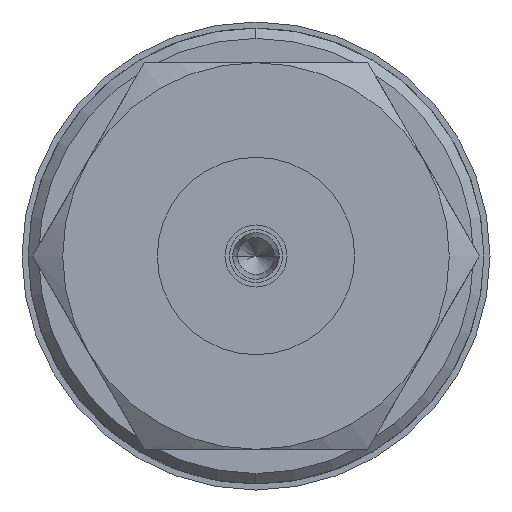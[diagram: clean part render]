
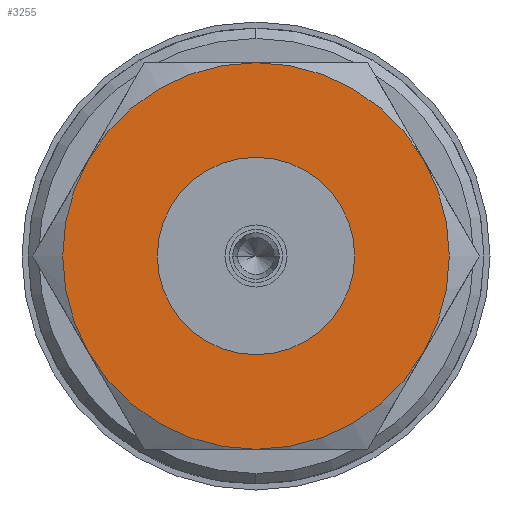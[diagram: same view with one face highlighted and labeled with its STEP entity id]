
A CAD part, left-side view. The second image highlights one B-rep face of the part: STEP entity #3255.
In plain terms, the highlighted planar face has unit normal (-1, 0, 0).
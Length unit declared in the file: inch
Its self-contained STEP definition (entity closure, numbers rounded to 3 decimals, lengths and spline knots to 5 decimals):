
#1 = EDGE_CURVE ( 'NONE', #1496, #4944, #1833, .T. ) ;
#54 = CIRCLE ( 'NONE', #3596, 0.09547 ) ;
#316 = DIRECTION ( 'NONE',  ( 0., 0., -1. ) ) ;
#410 = DIRECTION ( 'NONE',  ( 1., 0., 0. ) ) ;
#546 = DIRECTION ( 'NONE',  ( 0., 0., -1. ) ) ;
#632 = FACE_OUTER_BOUND ( 'NONE', #5298, .T. ) ;
#680 = CARTESIAN_POINT ( 'NONE',  ( 0., 0., 0. ) ) ;
#682 = EDGE_CURVE ( 'NONE', #1864, #4434, #5523, .T. ) ;
#709 = CARTESIAN_POINT ( 'NONE',  ( 0., 0., 0. ) ) ;
#814 = DIRECTION ( 'NONE',  ( 0., 0., -1. ) ) ;
#1096 = CARTESIAN_POINT ( 'NONE',  ( 0., 0.16195, -0.0935 ) ) ;
#1097 = CARTESIAN_POINT ( 'NONE',  ( 0., 0., 0. ) ) ;
#1101 = AXIS2_PLACEMENT_3D ( 'NONE', #709, #2842, #7757 ) ;
#1212 = CARTESIAN_POINT ( 'NONE',  ( 0., 0., 0. ) ) ;
#1301 = AXIS2_PLACEMENT_3D ( 'NONE', #3638, #6367, #814 ) ;
#1484 = ORIENTED_EDGE ( 'NONE', *, *, #9083, .F. ) ;
#1496 = VERTEX_POINT ( 'NONE', #6573 ) ;
#1596 = AXIS2_PLACEMENT_3D ( 'NONE', #1212, #6970, #3302 ) ;
#1724 = CARTESIAN_POINT ( 'NONE',  ( 0., 0.16195, 0.0935 ) ) ;
#1773 = CIRCLE ( 'NONE', #9176, 0.187 ) ;
#1833 = CIRCLE ( 'NONE', #8209, 0.187 ) ;
#1864 = VERTEX_POINT ( 'NONE', #2799 ) ;
#1958 = ORIENTED_EDGE ( 'NONE', *, *, #3345, .F. ) ;
#2007 = ORIENTED_EDGE ( 'NONE', *, *, #682, .F. ) ;
#2112 = AXIS2_PLACEMENT_3D ( 'NONE', #680, #6899, #546 ) ;
#2508 = ORIENTED_EDGE ( 'NONE', *, *, #5979, .F. ) ;
#2565 = CIRCLE ( 'NONE', #4337, 0.187 ) ;
#2663 = CARTESIAN_POINT ( 'NONE',  ( 0., -0.16195, 0.0935 ) ) ;
#2745 = EDGE_CURVE ( 'NONE', #8972, #1864, #2565, .T. ) ;
#2799 = CARTESIAN_POINT ( 'NONE',  ( 0., 0., -0.187 ) ) ;
#2842 = DIRECTION ( 'NONE',  ( 1., 0., 0. ) ) ;
#2908 = DIRECTION ( 'NONE',  ( -1., 0., 0. ) ) ;
#3191 = CARTESIAN_POINT ( 'NONE',  ( 0., -0.16195, -0.0935 ) ) ;
#3255 = ADVANCED_FACE ( 'NONE', ( #4843, #632 ), #7640, .F. ) ;
#3302 = DIRECTION ( 'NONE',  ( 0., 0., -1. ) ) ;
#3345 = EDGE_CURVE ( 'NONE', #7382, #8019, #54, .T. ) ;
#3359 = DIRECTION ( 'NONE',  ( 0., 0., -1. ) ) ;
#3377 = EDGE_LOOP ( 'NONE', ( #2508, #1958 ) ) ;
#3388 = DIRECTION ( 'NONE',  ( 0., 0., 1. ) ) ;
#3596 = AXIS2_PLACEMENT_3D ( 'NONE', #7873, #2908, #8619 ) ;
#3638 = CARTESIAN_POINT ( 'NONE',  ( 0., 0., 0. ) ) ;
#3839 = CARTESIAN_POINT ( 'NONE',  ( 0., 0., 0. ) ) ;
#3863 = EDGE_CURVE ( 'NONE', #4434, #7081, #8554, .T. ) ;
#3978 = DIRECTION ( 'NONE',  ( 0., 0., 1. ) ) ;
#4098 = AXIS2_PLACEMENT_3D ( 'NONE', #8273, #8409, #3388 ) ;
#4337 = AXIS2_PLACEMENT_3D ( 'NONE', #3839, #410, #316 ) ;
#4434 = VERTEX_POINT ( 'NONE', #1096 ) ;
#4541 = CIRCLE ( 'NONE', #4098, 0.09547 ) ;
#4698 = CIRCLE ( 'NONE', #1301, 0.187 ) ;
#4707 = CARTESIAN_POINT ( 'NONE',  ( 0., 0., 0. ) ) ;
#4843 = FACE_BOUND ( 'NONE', #3377, .T. ) ;
#4944 = VERTEX_POINT ( 'NONE', #2663 ) ;
#5039 = ORIENTED_EDGE ( 'NONE', *, *, #1, .F. ) ;
#5298 = EDGE_LOOP ( 'NONE', ( #2007, #5940, #1484, #5039, #5524, #7768 ) ) ;
#5392 = EDGE_CURVE ( 'NONE', #1496, #7081, #1773, .T. ) ;
#5523 = CIRCLE ( 'NONE', #1101, 0.187 ) ;
#5524 = ORIENTED_EDGE ( 'NONE', *, *, #5392, .T. ) ;
#5940 = ORIENTED_EDGE ( 'NONE', *, *, #2745, .F. ) ;
#5941 = CARTESIAN_POINT ( 'NONE',  ( 0., 0., 0.09547 ) ) ;
#5979 = EDGE_CURVE ( 'NONE', #8019, #7382, #4541, .T. ) ;
#6056 = DIRECTION ( 'NONE',  ( 1., 0., 0. ) ) ;
#6367 = DIRECTION ( 'NONE',  ( 1., 0., 0. ) ) ;
#6573 = CARTESIAN_POINT ( 'NONE',  ( 0., 0., 0.187 ) ) ;
#6899 = DIRECTION ( 'NONE',  ( 1., 0., 0. ) ) ;
#6970 = DIRECTION ( 'NONE',  ( 1., 0., 0. ) ) ;
#7081 = VERTEX_POINT ( 'NONE', #1724 ) ;
#7382 = VERTEX_POINT ( 'NONE', #8661 ) ;
#7640 = PLANE ( 'NONE',  #2112 ) ;
#7757 = DIRECTION ( 'NONE',  ( 0., 0., -1. ) ) ;
#7768 = ORIENTED_EDGE ( 'NONE', *, *, #3863, .F. ) ;
#7873 = CARTESIAN_POINT ( 'NONE',  ( 0., 0., 0. ) ) ;
#8019 = VERTEX_POINT ( 'NONE', #5941 ) ;
#8164 = DIRECTION ( 'NONE',  ( -1., 0., 0. ) ) ;
#8209 = AXIS2_PLACEMENT_3D ( 'NONE', #1097, #6056, #3359 ) ;
#8273 = CARTESIAN_POINT ( 'NONE',  ( 0., 0., 0. ) ) ;
#8409 = DIRECTION ( 'NONE',  ( -1., 0., 0. ) ) ;
#8554 = CIRCLE ( 'NONE', #1596, 0.187 ) ;
#8619 = DIRECTION ( 'NONE',  ( 0., 0., 1. ) ) ;
#8661 = CARTESIAN_POINT ( 'NONE',  ( 0., 0., -0.09547 ) ) ;
#8972 = VERTEX_POINT ( 'NONE', #3191 ) ;
#9083 = EDGE_CURVE ( 'NONE', #4944, #8972, #4698, .T. ) ;
#9176 = AXIS2_PLACEMENT_3D ( 'NONE', #4707, #8164, #3978 ) ;
